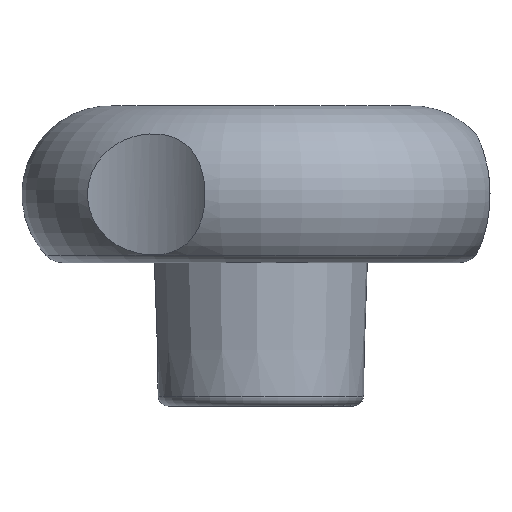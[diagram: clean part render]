
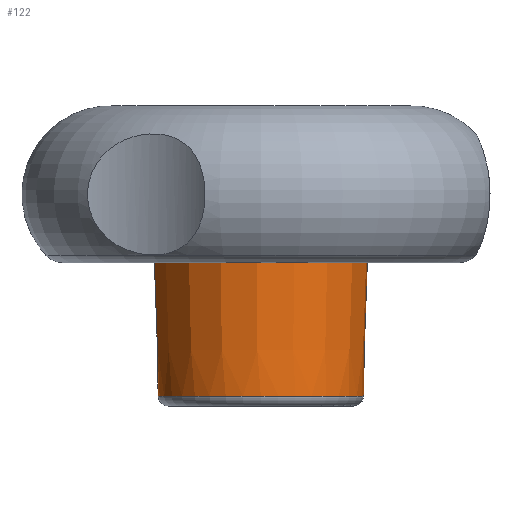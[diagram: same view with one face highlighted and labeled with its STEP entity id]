
A CAD part, left-side view. The second image highlights one B-rep face of the part: STEP entity #122.
In plain terms, the highlighted conical face has half-angle 2.045 degrees and reference radius 15 mm.
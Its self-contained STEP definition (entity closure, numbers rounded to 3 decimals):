
#122 = ADVANCED_FACE( '', ( #268, #269 ), #270, .T. );
#268 = FACE_BOUND( '', #439, .T. );
#269 = FACE_OUTER_BOUND( '', #440, .T. );
#270 = CONICAL_SURFACE( '', #441, 15., 0.036 );
#439 = EDGE_LOOP( '', ( #729 ) );
#440 = EDGE_LOOP( '', ( #730, #731, #732, #733, #734, #735, #736, #737 ) );
#441 = AXIS2_PLACEMENT_3D( '', #738, #739, #740 );
#729 = ORIENTED_EDGE( '', *, *, #1042, .T. );
#730 = ORIENTED_EDGE( '', *, *, #1043, .F. );
#731 = ORIENTED_EDGE( '', *, *, #1009, .F. );
#732 = ORIENTED_EDGE( '', *, *, #1044, .F. );
#733 = ORIENTED_EDGE( '', *, *, #1018, .F. );
#734 = ORIENTED_EDGE( '', *, *, #1045, .F. );
#735 = ORIENTED_EDGE( '', *, *, #1015, .F. );
#736 = ORIENTED_EDGE( '', *, *, #1036, .F. );
#737 = ORIENTED_EDGE( '', *, *, #1011, .F. );
#738 = CARTESIAN_POINT( '', ( 0., 0., 0. ) );
#739 = DIRECTION( '', ( 0., 0., 1. ) );
#740 = DIRECTION( '', ( 1., 0., 0. ) );
#1009 = EDGE_CURVE( '', #1203, #1133, #1219, .T. );
#1011 = EDGE_CURVE( '', #1220, #1222, #1223, .T. );
#1015 = EDGE_CURVE( '', #1228, #1230, #1231, .T. );
#1018 = EDGE_CURVE( '', #1122, #1235, #1236, .T. );
#1036 = EDGE_CURVE( '', #1222, #1228, #1259, .T. );
#1042 = EDGE_CURVE( '', #1265, #1265, #1266, .F. );
#1043 = EDGE_CURVE( '', #1133, #1220, #1267, .T. );
#1044 = EDGE_CURVE( '', #1235, #1203, #1268, .T. );
#1045 = EDGE_CURVE( '', #1230, #1122, #1269, .T. );
#1122 = VERTEX_POINT( '', #1457 );
#1133 = VERTEX_POINT( '', #1503 );
#1203 = VERTEX_POINT( '', #1731 );
#1219 = CIRCLE( '', #1781, 16.013 );
#1220 = VERTEX_POINT( '', #1782 );
#1222 = VERTEX_POINT( '', #1817 );
#1223 = CIRCLE( '', #1818, 16.013 );
#1228 = VERTEX_POINT( '', #1856 );
#1230 = VERTEX_POINT( '', #1891 );
#1231 = CIRCLE( '', #1892, 16.013 );
#1235 = VERTEX_POINT( '', #1929 );
#1236 = CIRCLE( '', #1930, 16.013 );
#1259 = CIRCLE( '', #2003, 16.013 );
#1265 = VERTEX_POINT( '', #2012 );
#1266 = CIRCLE( '', #2013, 15.052 );
#1267 = CIRCLE( '', #2014, 16.013 );
#1268 = CIRCLE( '', #2015, 16.013 );
#1269 = CIRCLE( '', #2016, 16.013 );
#1457 = CARTESIAN_POINT( '', ( -10.706, -11.908, 28.361 ) );
#1503 = CARTESIAN_POINT( '', ( 11.908, 10.706, 28.361 ) );
#1731 = CARTESIAN_POINT( '', ( 11.908, -10.706, 28.361 ) );
#1781 = AXIS2_PLACEMENT_3D( '', #2296, #2297, #2298 );
#1782 = CARTESIAN_POINT( '', ( 10.706, 11.908, 28.361 ) );
#1817 = CARTESIAN_POINT( '', ( -10.706, 11.908, 28.361 ) );
#1818 = AXIS2_PLACEMENT_3D( '', #2299, #2300, #2301 );
#1856 = CARTESIAN_POINT( '', ( -11.908, 10.706, 28.361 ) );
#1891 = CARTESIAN_POINT( '', ( -11.908, -10.706, 28.361 ) );
#1892 = AXIS2_PLACEMENT_3D( '', #2305, #2306, #2307 );
#1929 = CARTESIAN_POINT( '', ( 10.706, -11.908, 28.361 ) );
#1930 = AXIS2_PLACEMENT_3D( '', #2311, #2312, #2313 );
#2003 = AXIS2_PLACEMENT_3D( '', #2327, #2328, #2329 );
#2012 = CARTESIAN_POINT( '', ( -15.052, 0., 1.446 ) );
#2013 = AXIS2_PLACEMENT_3D( '', #2333, #2334, #2335 );
#2014 = AXIS2_PLACEMENT_3D( '', #2336, #2337, #2338 );
#2015 = AXIS2_PLACEMENT_3D( '', #2339, #2340, #2341 );
#2016 = AXIS2_PLACEMENT_3D( '', #2342, #2343, #2344 );
#2296 = CARTESIAN_POINT( '', ( 0., 0., 28.361 ) );
#2297 = DIRECTION( '', ( 0., 0., 1. ) );
#2298 = DIRECTION( '', ( 1., 0., 0. ) );
#2299 = CARTESIAN_POINT( '', ( 0., 0., 28.361 ) );
#2300 = DIRECTION( '', ( 0., 0., 1. ) );
#2301 = DIRECTION( '', ( 1., 0., 0. ) );
#2305 = CARTESIAN_POINT( '', ( 0., 0., 28.361 ) );
#2306 = DIRECTION( '', ( 0., 0., 1. ) );
#2307 = DIRECTION( '', ( 1., 0., 0. ) );
#2311 = CARTESIAN_POINT( '', ( 0., 0., 28.361 ) );
#2312 = DIRECTION( '', ( 0., 0., 1. ) );
#2313 = DIRECTION( '', ( 1., 0., 0. ) );
#2327 = CARTESIAN_POINT( '', ( 0., 0., 28.361 ) );
#2328 = DIRECTION( '', ( 0., 0., 1. ) );
#2329 = DIRECTION( '', ( 1., 0., 0. ) );
#2333 = CARTESIAN_POINT( '', ( 0., 0., 1.446 ) );
#2334 = DIRECTION( '', ( 0., 0., -1. ) );
#2335 = DIRECTION( '', ( -1., 0., 0. ) );
#2336 = CARTESIAN_POINT( '', ( 0., 0., 28.361 ) );
#2337 = DIRECTION( '', ( 0., 0., 1. ) );
#2338 = DIRECTION( '', ( 1., 0., 0. ) );
#2339 = CARTESIAN_POINT( '', ( 0., 0., 28.361 ) );
#2340 = DIRECTION( '', ( 0., 0., 1. ) );
#2341 = DIRECTION( '', ( 1., 0., 0. ) );
#2342 = CARTESIAN_POINT( '', ( 0., 0., 28.361 ) );
#2343 = DIRECTION( '', ( 0., 0., 1. ) );
#2344 = DIRECTION( '', ( 1., 0., 0. ) );
